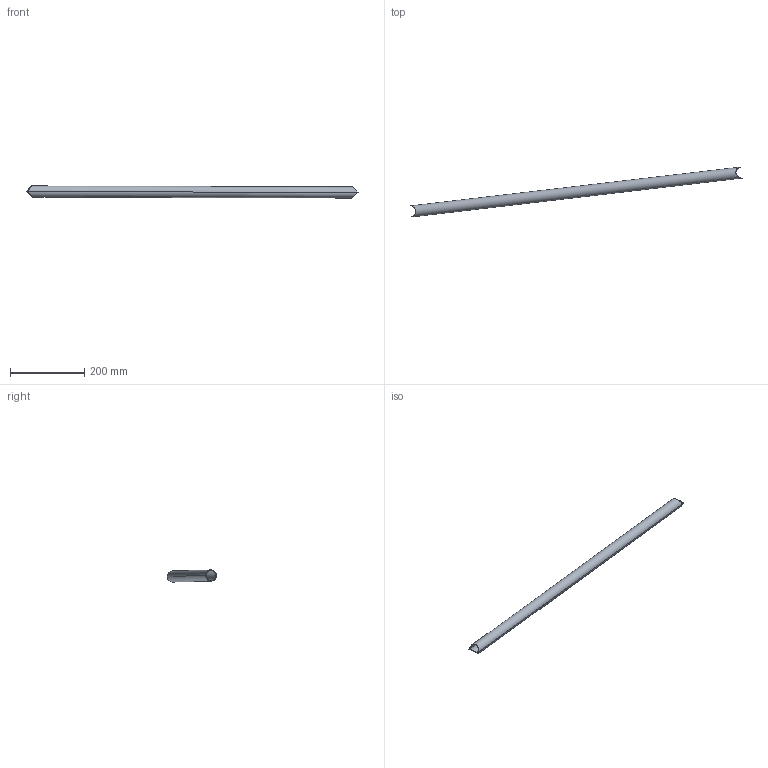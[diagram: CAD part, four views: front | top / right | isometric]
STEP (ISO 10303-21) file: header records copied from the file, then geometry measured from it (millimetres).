
FILE_DESCRIPTION(('CATIA V5 STEP Exchange'),'2;1');
FILE_NAME('24.stp','2018-01-10T23:07:15+00:00',('none'),('none'),'CATIA Version 5 Release 19 SP 2 (IN-10)','CATIA V5 STEP AP203','none');
FILE_SCHEMA(('CONFIG_CONTROL_DESIGN'));
Length unit declared in the file: millimetre
Products named in the file (1): Shape_1001
Bounding box: 894.49 x 134.57 x 32.6 mm (x, y, z)
Volume: 117663.4 mm3; surface area: 157409.3 mm2
Topology: 1 solids, 1 shells, 8 faces, 25 edges, 18 vertices
Faces by surface type: cylinder 8
Entity records: 557 total; most frequent: CARTESIAN_POINT 326, ORIENTED_EDGE 50, EDGE_CURVE 25, DIRECTION 19, B_SPLINE_CURVE_WITH_KNOTS 18, VERTEX_POINT 18, EDGE_LOOP 9, ADVANCED_FACE 8
